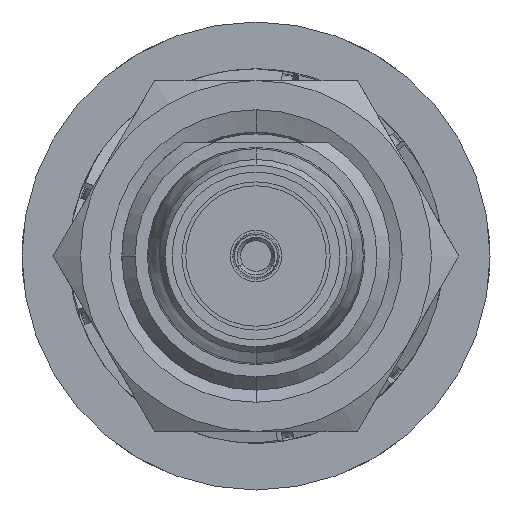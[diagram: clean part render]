
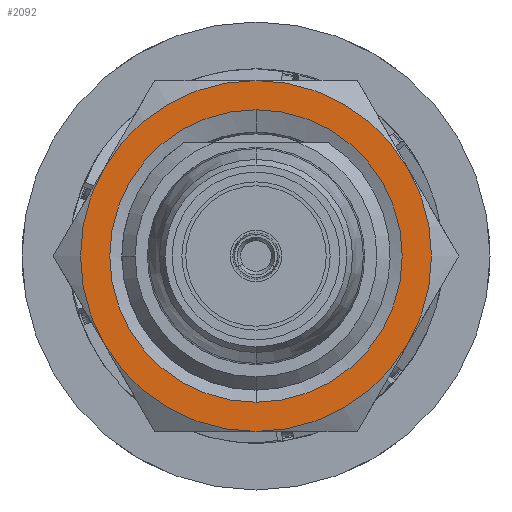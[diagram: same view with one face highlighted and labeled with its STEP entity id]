
A CAD part, left-side view. The second image highlights one B-rep face of the part: STEP entity #2092.
In plain terms, the highlighted planar face has unit normal (-1, 0, 0).
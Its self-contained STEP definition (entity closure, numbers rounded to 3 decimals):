
#4 = CARTESIAN_POINT ( 'NONE',  ( 10.05, 0., 0. ) ) ;
#93 = CARTESIAN_POINT ( 'NONE',  ( 10.05, -3.897, 2.25 ) ) ;
#143 = PLANE ( 'NONE',  #284 ) ;
#284 = AXIS2_PLACEMENT_3D ( 'NONE', #876, #1691, #7770 ) ;
#544 = AXIS2_PLACEMENT_3D ( 'NONE', #4447, #1017, #3948 ) ;
#731 = DIRECTION ( 'NONE',  ( -1., 0., 0. ) ) ;
#838 = DIRECTION ( 'NONE',  ( -1., 0., 0. ) ) ;
#847 = AXIS2_PLACEMENT_3D ( 'NONE', #7663, #731, #7614 ) ;
#876 = CARTESIAN_POINT ( 'NONE',  ( 10.05, -4.554, -4.554 ) ) ;
#985 = AXIS2_PLACEMENT_3D ( 'NONE', #7043, #838, #6996 ) ;
#1017 = DIRECTION ( 'NONE',  ( -1., 0., 0. ) ) ;
#1052 = VERTEX_POINT ( 'NONE', #5039 ) ;
#1151 = EDGE_CURVE ( 'NONE', #7896, #2007, #4204, .T. ) ;
#1165 = AXIS2_PLACEMENT_3D ( 'NONE', #2288, #6189, #8973 ) ;
#1370 = VERTEX_POINT ( 'NONE', #6671 ) ;
#1426 = DIRECTION ( 'NONE',  ( -1., 0., 0. ) ) ;
#1648 = FACE_BOUND ( 'NONE', #5201, .T. ) ;
#1652 = AXIS2_PLACEMENT_3D ( 'NONE', #2155, #1426, #4185 ) ;
#1691 = DIRECTION ( 'NONE',  ( -1., 0., 0. ) ) ;
#2007 = VERTEX_POINT ( 'NONE', #4908 ) ;
#2077 = CIRCLE ( 'NONE', #1652, 4.5 ) ;
#2092 = ADVANCED_FACE ( 'NONE', ( #1648, #4486 ), #143, .T. ) ;
#2155 = CARTESIAN_POINT ( 'NONE',  ( 10.05, 0., 0. ) ) ;
#2288 = CARTESIAN_POINT ( 'NONE',  ( 10.05, 0., 0. ) ) ;
#2292 = AXIS2_PLACEMENT_3D ( 'NONE', #7891, #7252, #4431 ) ;
#2331 = CARTESIAN_POINT ( 'NONE',  ( 10.05, 0., 4.5 ) ) ;
#2549 = ORIENTED_EDGE ( 'NONE', *, *, #4477, .T. ) ;
#2564 = CARTESIAN_POINT ( 'NONE',  ( 10.05, 0., 3.75 ) ) ;
#3369 = ORIENTED_EDGE ( 'NONE', *, *, #8375, .T. ) ;
#3550 = DIRECTION ( 'NONE',  ( -1., 0., 0. ) ) ;
#3948 = DIRECTION ( 'NONE',  ( 0., 0., -1. ) ) ;
#3973 = ORIENTED_EDGE ( 'NONE', *, *, #1151, .F. ) ;
#4174 = CIRCLE ( 'NONE', #847, 4.5 ) ;
#4185 = DIRECTION ( 'NONE',  ( 0., 0., -1. ) ) ;
#4204 = CIRCLE ( 'NONE', #1165, 3.75 ) ;
#4431 = DIRECTION ( 'NONE',  ( 0., 0., -1. ) ) ;
#4447 = CARTESIAN_POINT ( 'NONE',  ( 10.05, 0., 0. ) ) ;
#4477 = EDGE_CURVE ( 'NONE', #8509, #1052, #5608, .T. ) ;
#4486 = FACE_OUTER_BOUND ( 'NONE', #6438, .T. ) ;
#4734 = AXIS2_PLACEMENT_3D ( 'NONE', #4, #3550, #5493 ) ;
#4819 = DIRECTION ( 'NONE',  ( -1., 0., 0. ) ) ;
#4899 = CARTESIAN_POINT ( 'NONE',  ( 10.05, 3.897, -2.25 ) ) ;
#4908 = CARTESIAN_POINT ( 'NONE',  ( 10.05, 0., -3.75 ) ) ;
#5039 = CARTESIAN_POINT ( 'NONE',  ( 10.05, 3.897, 2.25 ) ) ;
#5201 = EDGE_LOOP ( 'NONE', ( #6351, #3973 ) ) ;
#5414 = CIRCLE ( 'NONE', #8040, 4.5 ) ;
#5418 = VERTEX_POINT ( 'NONE', #4899 ) ;
#5466 = CIRCLE ( 'NONE', #544, 4.5 ) ;
#5493 = DIRECTION ( 'NONE',  ( 0., 0., -1. ) ) ;
#5608 = CIRCLE ( 'NONE', #2292, 4.5 ) ;
#5785 = ORIENTED_EDGE ( 'NONE', *, *, #8167, .T. ) ;
#5816 = EDGE_CURVE ( 'NONE', #1370, #6755, #5414, .T. ) ;
#5871 = ORIENTED_EDGE ( 'NONE', *, *, #6326, .T. ) ;
#5942 = ORIENTED_EDGE ( 'NONE', *, *, #8770, .T. ) ;
#6189 = DIRECTION ( 'NONE',  ( -1., 0., 0. ) ) ;
#6326 = EDGE_CURVE ( 'NONE', #6755, #8311, #2077, .T. ) ;
#6351 = ORIENTED_EDGE ( 'NONE', *, *, #8001, .F. ) ;
#6438 = EDGE_LOOP ( 'NONE', ( #2549, #5785, #5942, #7247, #5871, #3369 ) ) ;
#6641 = CIRCLE ( 'NONE', #985, 3.75 ) ;
#6671 = CARTESIAN_POINT ( 'NONE',  ( 10.05, 0., -4.5 ) ) ;
#6755 = VERTEX_POINT ( 'NONE', #6898 ) ;
#6898 = CARTESIAN_POINT ( 'NONE',  ( 10.05, -3.897, -2.25 ) ) ;
#6960 = CARTESIAN_POINT ( 'NONE',  ( 10.05, 0., 0. ) ) ;
#6996 = DIRECTION ( 'NONE',  ( 0., 0., 1. ) ) ;
#7043 = CARTESIAN_POINT ( 'NONE',  ( 10.05, 0., 0. ) ) ;
#7247 = ORIENTED_EDGE ( 'NONE', *, *, #5816, .T. ) ;
#7252 = DIRECTION ( 'NONE',  ( -1., 0., 0. ) ) ;
#7596 = DIRECTION ( 'NONE',  ( 0., 0., -1. ) ) ;
#7614 = DIRECTION ( 'NONE',  ( 0., 0., -1. ) ) ;
#7663 = CARTESIAN_POINT ( 'NONE',  ( 10.05, 0., 0. ) ) ;
#7770 = DIRECTION ( 'NONE',  ( 0., 0., 1. ) ) ;
#7891 = CARTESIAN_POINT ( 'NONE',  ( 10.05, 0., 0. ) ) ;
#7896 = VERTEX_POINT ( 'NONE', #2564 ) ;
#8001 = EDGE_CURVE ( 'NONE', #2007, #7896, #6641, .T. ) ;
#8040 = AXIS2_PLACEMENT_3D ( 'NONE', #6960, #4819, #7596 ) ;
#8090 = CIRCLE ( 'NONE', #4734, 4.5 ) ;
#8167 = EDGE_CURVE ( 'NONE', #1052, #5418, #5466, .T. ) ;
#8311 = VERTEX_POINT ( 'NONE', #93 ) ;
#8375 = EDGE_CURVE ( 'NONE', #8311, #8509, #8090, .T. ) ;
#8509 = VERTEX_POINT ( 'NONE', #2331 ) ;
#8770 = EDGE_CURVE ( 'NONE', #5418, #1370, #4174, .T. ) ;
#8973 = DIRECTION ( 'NONE',  ( 0., 0., 1. ) ) ;
